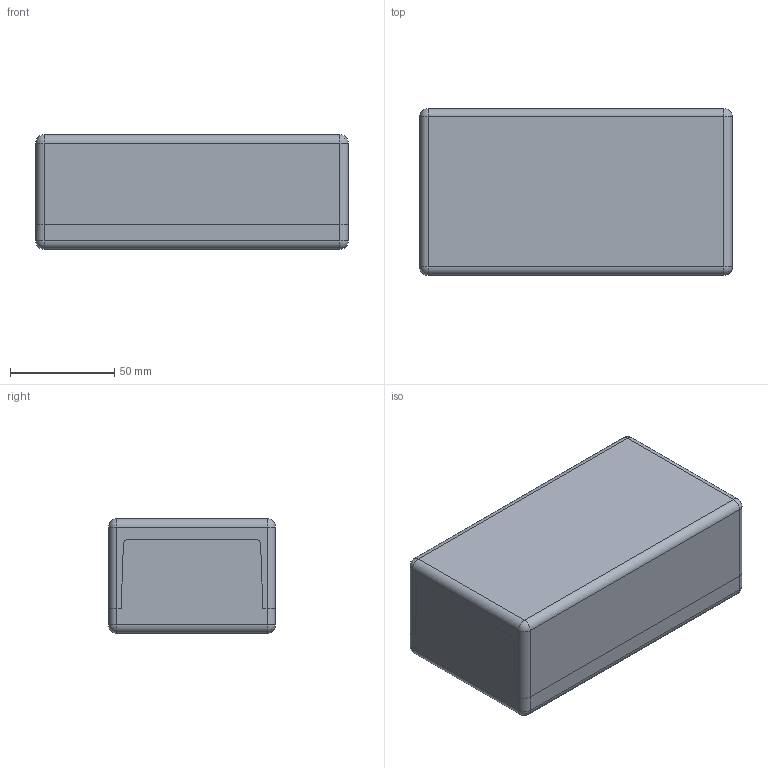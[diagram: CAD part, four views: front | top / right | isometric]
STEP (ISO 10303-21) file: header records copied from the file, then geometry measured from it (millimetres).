
FILE_DESCRIPTION((''),'2;1');
FILE_NAME('0501100700-MBPO_158055.stp','2016-01-26T15:22:18',('robin.rentz'),(''),'Autodesk Inventor 2012','Autodesk Inventor 2012','');
FILE_SCHEMA(('AUTOMOTIVE_DESIGN { 1 2 10303 214 0 1 1 1 }'));
Length unit declared in the file: millimetre
Products named in the file (3): 0501100700-MBPO_158055; 0501100702-UT_158055-80; 0501100701-OT_158055
Assembly tree (2 placements, depth 2):
  0501100700-MBPO_158055
    0501100702-UT_158055-80
    0501100701-OT_158055
Bounding box: 150 x 80 x 55 mm (x, y, z)
Volume: 141474.1 mm3; surface area: 104339.8 mm2
Topology: 2 solids, 2 shells, 314 faces, 734 edges, 452 vertices
Faces by surface type: plane 194, cylinder 80, cone 32, sphere 8
Full cylindrical faces by diameter (mm): 2.4 x4, 4.2 x4, 4.5 x4, 6.4 x4, 8 x12, 10 x4
Entity records: 8649 total; most frequent: DIRECTION 1526, CARTESIAN_POINT 1447, ORIENTED_EDGE 1376, EDGE_CURVE 688, AXIS2_PLACEMENT_3D 519, VECTOR 488, LINE 488, VERTEX_POINT 440
